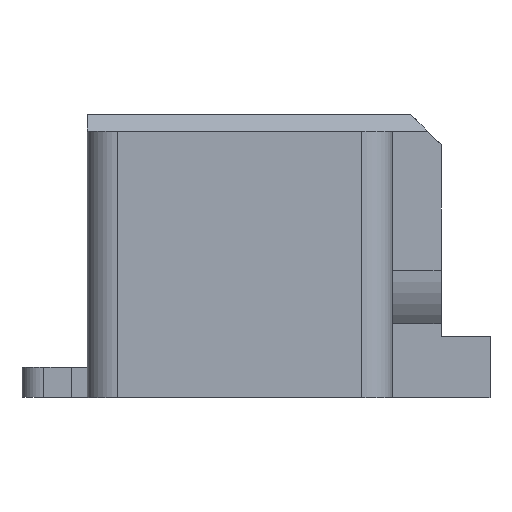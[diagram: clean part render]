
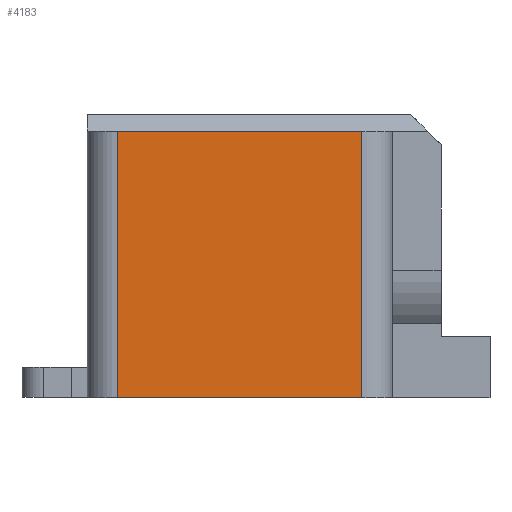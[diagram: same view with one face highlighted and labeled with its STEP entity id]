
A CAD part, left-side view. The second image highlights one B-rep face of the part: STEP entity #4183.
In plain terms, the highlighted planar face has unit normal (-1, 0, 0).
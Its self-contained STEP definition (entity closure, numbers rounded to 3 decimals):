
#159=LINE('',#6101,#624);
#250=LINE('',#6310,#715);
#424=LINE('',#6808,#889);
#425=LINE('',#6809,#890);
#624=VECTOR('',#4860,10.);
#715=VECTOR('',#5023,10.);
#889=VECTOR('',#5547,10.);
#890=VECTOR('',#5548,10.);
#1219=FACE_OUTER_BOUND('',#1475,.T.);
#1475=EDGE_LOOP('',(#3567,#3568,#3569,#3570));
#1796=VERTEX_POINT('',#6098);
#1797=VERTEX_POINT('',#6100);
#1878=VERTEX_POINT('',#6307);
#1879=VERTEX_POINT('',#6309);
#2216=EDGE_CURVE('',#1797,#1796,#159,.T.);
#2325=EDGE_CURVE('',#1878,#1879,#250,.T.);
#2554=EDGE_CURVE('',#1796,#1879,#424,.T.);
#2555=EDGE_CURVE('',#1797,#1878,#425,.T.);
#3567=ORIENTED_EDGE('',*,*,#2554,.T.);
#3568=ORIENTED_EDGE('',*,*,#2325,.F.);
#3569=ORIENTED_EDGE('',*,*,#2555,.F.);
#3570=ORIENTED_EDGE('',*,*,#2216,.T.);
#3976=PLANE('',#4525);
#4183=ADVANCED_FACE('',(#1219),#3976,.T.);
#4525=AXIS2_PLACEMENT_3D('',#6807,#5545,#5546);
#4860=DIRECTION('',(0.,-1.,0.));
#5023=DIRECTION('',(0.,-1.,0.));
#5545=DIRECTION('center_axis',(-1.,0.,0.));
#5546=DIRECTION('ref_axis',(0.,0.,-1.));
#5547=DIRECTION('',(0.,0.,1.));
#5548=DIRECTION('',(0.,0.,1.));
#6098=CARTESIAN_POINT('',(50.8,70.3,0.));
#6100=CARTESIAN_POINT('',(50.8,110.3,0.));
#6101=CARTESIAN_POINT('',(50.8,115.3,0.));
#6307=CARTESIAN_POINT('',(50.8,110.3,43.665));
#6309=CARTESIAN_POINT('',(50.8,70.3,43.665));
#6310=CARTESIAN_POINT('',(50.8,115.3,43.665));
#6807=CARTESIAN_POINT('Origin',(50.8,115.3,25.));
#6808=CARTESIAN_POINT('',(50.8,70.3,25.));
#6809=CARTESIAN_POINT('',(50.8,110.3,25.));
